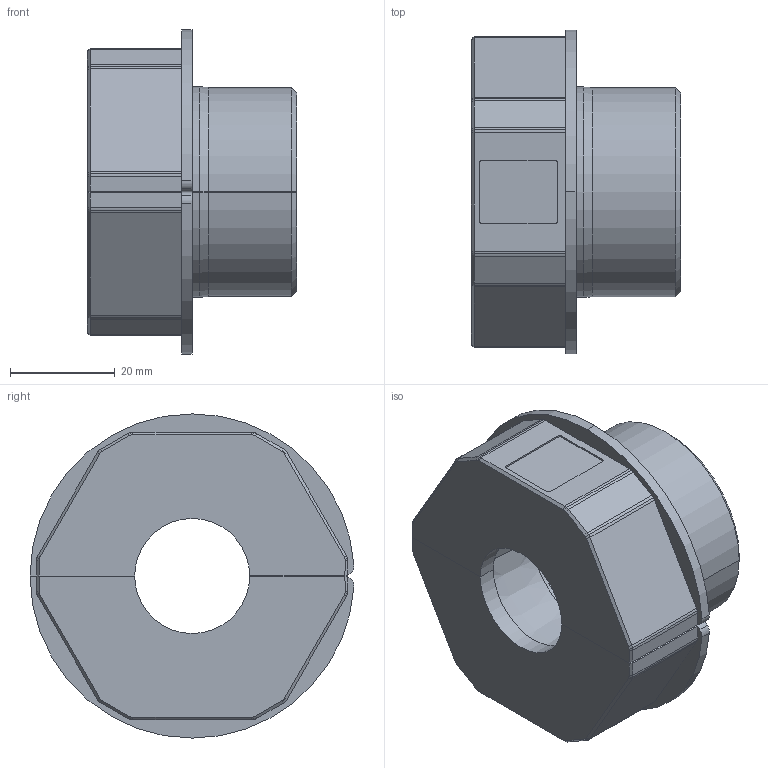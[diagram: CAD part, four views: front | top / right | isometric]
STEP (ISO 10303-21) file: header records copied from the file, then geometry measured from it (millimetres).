
FILE_DESCRIPTION (( 'STEP AP203' ), '1' );
FILE_NAME ('568636.step', '2020-12-17T18:35:25', ( '' ), ( '' ), 'SwSTEP 2.0', 'SolidWorks 2019', '' );
FILE_SCHEMA (( 'CONFIG_CONTROL_DESIGN' ));
Length unit declared in the file: millimetre
Products named in the file (1): 568636
Bounding box: 40 x 61.93 x 62 mm (x, y, z)
Volume: 48090.3 mm3; surface area: 16909.3 mm2
Topology: 2 solids, 2 shells, 170 faces, 448 edges, 284 vertices
Faces by surface type: cylinder 69, plane 69, cone 30, torus 1, bspline 1
Entity records: 5354 total; most frequent: CARTESIAN_POINT 978, DIRECTION 942, ORIENTED_EDGE 896, EDGE_CURVE 448, AXIS2_PLACEMENT_3D 340, VERTEX_POINT 284, VECTOR 262, LINE 262
